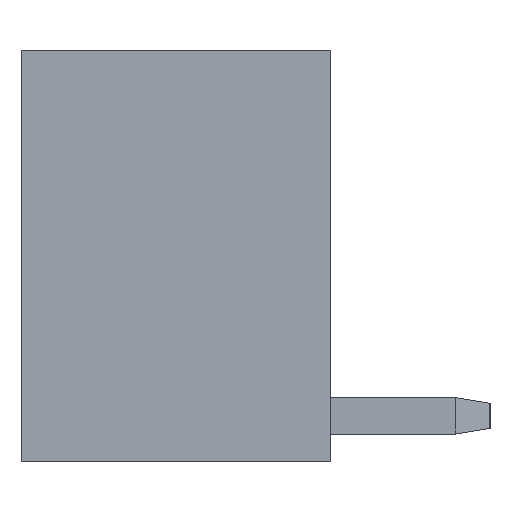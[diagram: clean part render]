
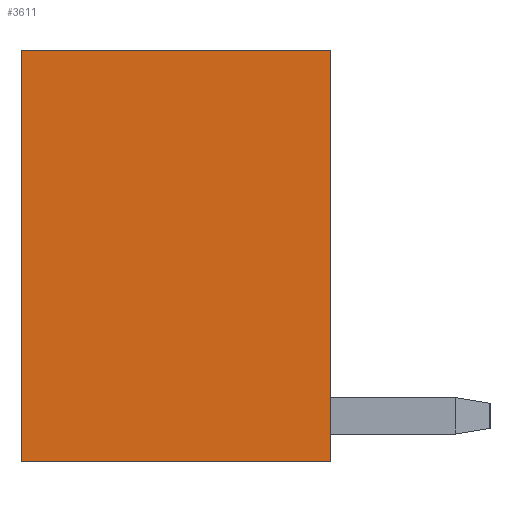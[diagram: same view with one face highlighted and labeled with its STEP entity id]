
A CAD part, left-side view. The second image highlights one B-rep face of the part: STEP entity #3611.
In plain terms, the highlighted planar face has unit normal (-1, 0, 0).
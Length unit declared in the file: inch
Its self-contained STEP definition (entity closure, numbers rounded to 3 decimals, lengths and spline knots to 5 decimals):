
#1=DIRECTION('',(0.,-1.,0.));
#2=VECTOR('',#1,0.27);
#3=CARTESIAN_POINT('',(-0.4775,0.27,0.));
#4=LINE('',#3,#2);
#359=DIRECTION('',(0.,0.,-1.));
#360=VECTOR('',#359,0.36);
#361=CARTESIAN_POINT('',(-0.4775,0.27,0.));
#362=LINE('',#361,#360);
#363=DIRECTION('',(0.,0.,-1.));
#364=VECTOR('',#363,0.36);
#365=CARTESIAN_POINT('',(-0.4775,0.,0.));
#366=LINE('',#365,#364);
#471=DIRECTION('',(0.,-1.,0.));
#472=VECTOR('',#471,0.27);
#473=CARTESIAN_POINT('',(-0.4775,0.27,-0.36));
#474=LINE('',#473,#472);
#2593=CARTESIAN_POINT('',(-0.4775,0.27,0.));
#2594=CARTESIAN_POINT('',(-0.4775,0.,0.));
#2595=VERTEX_POINT('',#2593);
#2596=VERTEX_POINT('',#2594);
#2601=CARTESIAN_POINT('',(-0.4775,0.27,-0.36));
#2602=CARTESIAN_POINT('',(-0.4775,0.,-0.36));
#2603=VERTEX_POINT('',#2601);
#2604=VERTEX_POINT('',#2602);
#3597=CARTESIAN_POINT('',(-0.4775,0.27,0.));
#3598=DIRECTION('',(-1.,0.,0.));
#3599=DIRECTION('',(0.,-1.,0.));
#3600=AXIS2_PLACEMENT_3D('',#3597,#3598,#3599);
#3601=PLANE('',#3600);
#3602=ORIENTED_EDGE('',*,*,#3406,.T.);
#3604=ORIENTED_EDGE('',*,*,#3603,.T.);
#3606=ORIENTED_EDGE('',*,*,#3605,.F.);
#3608=ORIENTED_EDGE('',*,*,#3607,.F.);
#3609=EDGE_LOOP('',(#3602,#3604,#3606,#3608));
#3610=FACE_OUTER_BOUND('',#3609,.F.);
#3611=ADVANCED_FACE('',(#3610),#3601,.T.);
#3406=EDGE_CURVE('',#2595,#2596,#4,.T.);
#3603=EDGE_CURVE('',#2596,#2604,#366,.T.);
#3605=EDGE_CURVE('',#2603,#2604,#474,.T.);
#3607=EDGE_CURVE('',#2595,#2603,#362,.T.);
